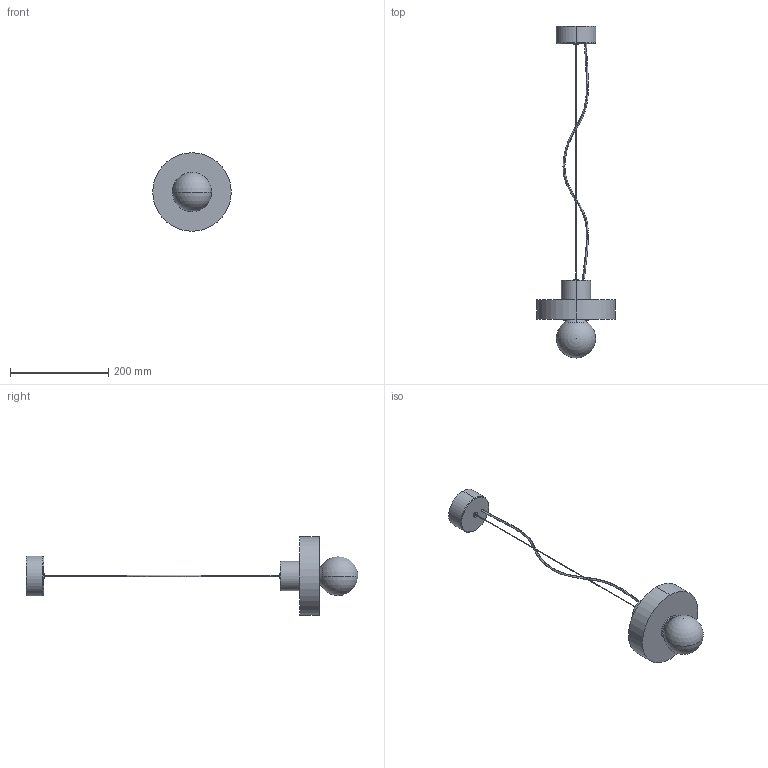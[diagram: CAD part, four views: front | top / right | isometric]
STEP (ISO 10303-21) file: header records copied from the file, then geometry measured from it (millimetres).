
FILE_DESCRIPTION (( 'STEP AP214' ), '1' );
FILE_NAME ('LPL350.STEP', '2021-11-15T03:09:18', ( 'GH' ), ( 'Microsoft' ), 'SwSTEP 2.0', 'SolidWorks 2013', '' );
FILE_SCHEMA (( 'AUTOMOTIVE_DESIGN' ));
Length unit declared in the file: millimetre
Products named in the file (1): LPL350
Bounding box: 160 x 677 x 160 mm (x, y, z)
Volume: 1380146.5 mm3; surface area: 113712.6 mm2
Topology: 1 solids, 1 shells, 38 faces, 86 edges, 56 vertices
Faces by surface type: cylinder 18, plane 10, torus 4, sphere 2, cone 2, bspline 2
Entity records: 1928 total; most frequent: CARTESIAN_POINT 694, DIRECTION 193, ORIENTED_EDGE 162, AXIS2_PLACEMENT_3D 86, EDGE_CURVE 81, VERTEX_POINT 53, EDGE_LOOP 52, CIRCLE 49
